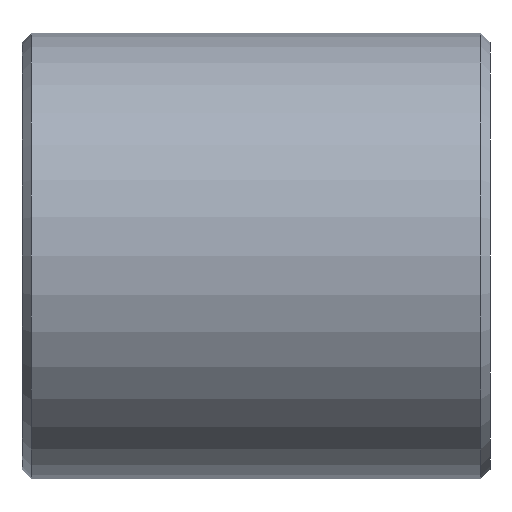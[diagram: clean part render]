
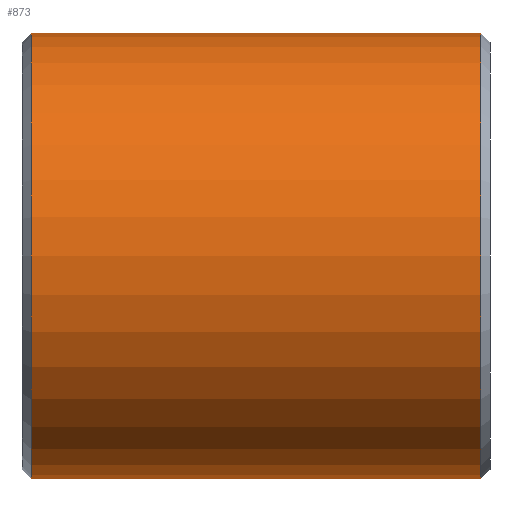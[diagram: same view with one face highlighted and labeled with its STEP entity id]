
A CAD part, left-side view. The second image highlights one B-rep face of the part: STEP entity #873.
In plain terms, the highlighted cylindrical face has radius 5 mm (diameter 10 mm), a partial arc.
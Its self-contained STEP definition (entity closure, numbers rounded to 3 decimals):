
#288 = CARTESIAN_POINT ( 'NONE',  ( 0., -5.25, 0. ) ) ;
#453 = FACE_OUTER_BOUND ( 'NONE', #2353, .T. ) ;
#516 = AXIS2_PLACEMENT_3D ( 'NONE', #288, #1461, #689 ) ;
#640 = VECTOR ( 'NONE', #868, 1000. ) ;
#650 = VERTEX_POINT ( 'NONE', #1826 ) ;
#673 = DIRECTION ( 'NONE',  ( 0., 1., 0. ) ) ;
#689 = DIRECTION ( 'NONE',  ( 0., 0., 1. ) ) ;
#740 = DIRECTION ( 'NONE',  ( 0., 0., 1. ) ) ;
#769 = CARTESIAN_POINT ( 'NONE',  ( 0., -5.044, 0. ) ) ;
#824 = CARTESIAN_POINT ( 'NONE',  ( 0., 5.044, -5. ) ) ;
#868 = DIRECTION ( 'NONE',  ( 0., 1., 0. ) ) ;
#870 = VERTEX_POINT ( 'NONE', #824 ) ;
#873 = ADVANCED_FACE ( 'NONE', ( #453 ), #1606, .T. ) ;
#893 = EDGE_CURVE ( 'NONE', #1721, #1325, #1450, .T. ) ;
#1018 = EDGE_CURVE ( 'NONE', #650, #1721, #1516, .T. ) ;
#1112 = DIRECTION ( 'NONE',  ( 0., 0., 1. ) ) ;
#1120 = LINE ( 'NONE', #1881, #640 ) ;
#1278 = AXIS2_PLACEMENT_3D ( 'NONE', #769, #1932, #1112 ) ;
#1325 = VERTEX_POINT ( 'NONE', #1819 ) ;
#1357 = AXIS2_PLACEMENT_3D ( 'NONE', #2437, #1544, #740 ) ;
#1420 = CARTESIAN_POINT ( 'NONE',  ( 0., -5.044, 5. ) ) ;
#1450 = LINE ( 'NONE', #2191, #1710 ) ;
#1461 = DIRECTION ( 'NONE',  ( 0., 1., 0. ) ) ;
#1516 = CIRCLE ( 'NONE', #1278, 5. ) ;
#1544 = DIRECTION ( 'NONE',  ( 0., -1., 0. ) ) ;
#1557 = EDGE_CURVE ( 'NONE', #650, #870, #1120, .T. ) ;
#1606 = CYLINDRICAL_SURFACE ( 'NONE', #516, 5. ) ;
#1627 = ORIENTED_EDGE ( 'NONE', *, *, #2102, .T. ) ;
#1673 = ORIENTED_EDGE ( 'NONE', *, *, #893, .T. ) ;
#1710 = VECTOR ( 'NONE', #673, 1000. ) ;
#1721 = VERTEX_POINT ( 'NONE', #1420 ) ;
#1819 = CARTESIAN_POINT ( 'NONE',  ( 0., 5.044, 5. ) ) ;
#1826 = CARTESIAN_POINT ( 'NONE',  ( 0., -5.044, -5. ) ) ;
#1881 = CARTESIAN_POINT ( 'NONE',  ( 0., -5.25, -5. ) ) ;
#1932 = DIRECTION ( 'NONE',  ( 0., 1., 0. ) ) ;
#2021 = ORIENTED_EDGE ( 'NONE', *, *, #1018, .T. ) ;
#2102 = EDGE_CURVE ( 'NONE', #1325, #870, #2420, .T. ) ;
#2191 = CARTESIAN_POINT ( 'NONE',  ( 0., -5.25, 5. ) ) ;
#2319 = ORIENTED_EDGE ( 'NONE', *, *, #1557, .F. ) ;
#2353 = EDGE_LOOP ( 'NONE', ( #2319, #2021, #1673, #1627 ) ) ;
#2420 = CIRCLE ( 'NONE', #1357, 5. ) ;
#2437 = CARTESIAN_POINT ( 'NONE',  ( 0., 5.044, 0. ) ) ;
